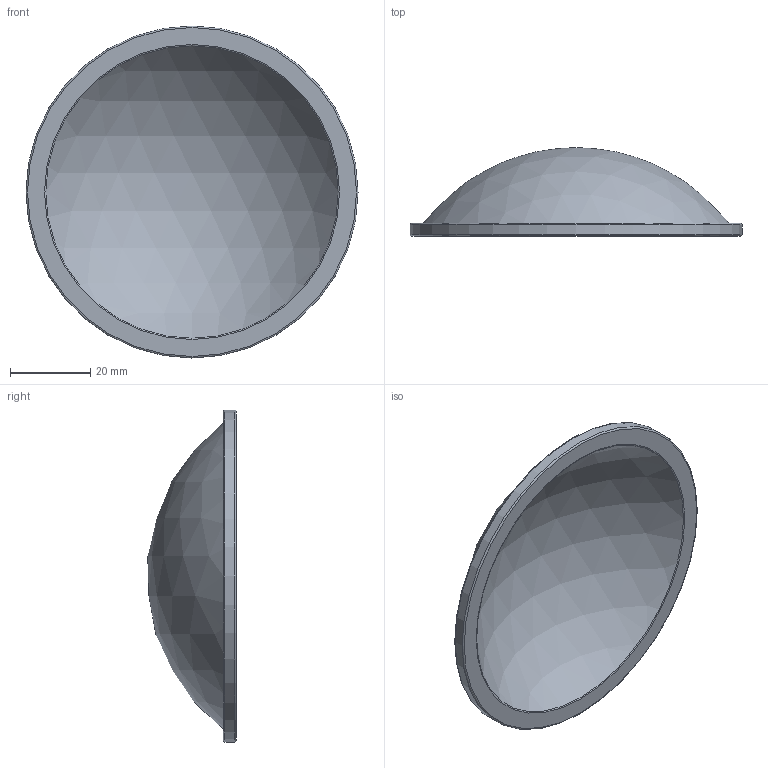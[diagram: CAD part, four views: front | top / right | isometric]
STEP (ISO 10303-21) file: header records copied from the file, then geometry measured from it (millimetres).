
FILE_DESCRIPTION(/* description */ (''),/* implementation_level */ '2;1');
FILE_NAME(/* name */ '36f0aa7c-6f90-46e8-9370-3c9e6e013032.stp',/* time_stamp */ '2019-02-09T16:57:39+09:00',/* author */ (''),/* organization */ (''),/* preprocessor_version */ 'ST-DEVELOPER v17.2',/* originating_system */ 'Autodesk Translation Framework v7.6.0.251',/* authorisation */ '');
FILE_SCHEMA (('AUTOMOTIVE_DESIGN { 1 0 10303 214 3 1 1 }'));
Length unit declared in the file: inch
Products named in the file (1): CSR_Radar_Eye_Lens
Bounding box: 82.55 x 21.97 x 82.55 mm (x, y, z)
Volume: 20590.4 mm3; surface area: 13715.2 mm2
Topology: 1 solids, 1 shells, 8 faces, 19 edges, 15 vertices
Faces by surface type: torus 3, plane 2, sphere 2, cylinder 1
Full cylindrical faces by diameter (mm): 82.55 x1
Entity records: 299 total; most frequent: DIRECTION 55, CARTESIAN_POINT 43, ORIENTED_EDGE 38, AXIS2_PLACEMENT_3D 27, EDGE_CURVE 19, CIRCLE 18, VERTEX_POINT 15, EDGE_LOOP 10
